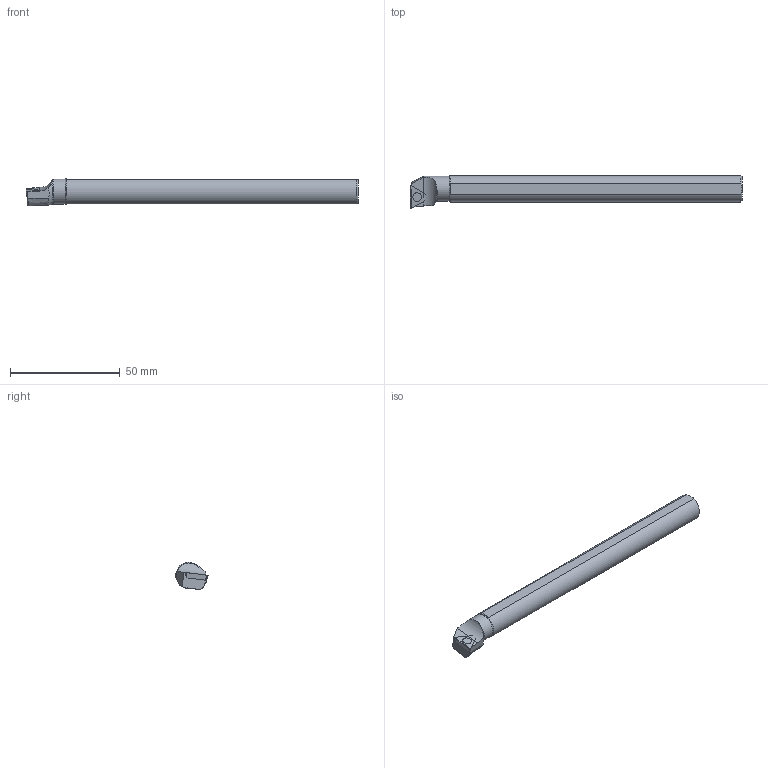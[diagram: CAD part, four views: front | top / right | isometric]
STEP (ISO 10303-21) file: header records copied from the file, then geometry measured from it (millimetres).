
FILE_DESCRIPTION(/* description */ (''),/* implementation_level */ '2;1');
FILE_NAME(/* name */ 'A12MSTFCR11_SIM.stp',/* time_stamp */ '2021-09-23T09:17:05+02:00',/* author */ (''),/* organization */ (''),/* preprocessor_version */ 'ST-DEVELOPER v16.7',/* originating_system */ 'SIEMENS PLM Software NX 12.0',/* authorisation */ '');
FILE_SCHEMA (('AUTOMOTIVE_DESIGN { 1 0 10303 214 3 1 1 1 }'));
Length unit declared in the file: millimetre
Products named in the file (1): model2
Bounding box: 151.23 x 14.89 x 12.42 mm (x, y, z)
Volume: 16300.5 mm3; surface area: 5992.9 mm2
Topology: 2 solids, 2 shells, 36 faces, 87 edges, 55 vertices
Faces by surface type: plane 16, cylinder 11, cone 5, torus 3, bspline 1
Full cylindrical faces by diameter (mm): 2.8 x1, 4 x1, 11.4 x1
Entity records: 1115 total; most frequent: CARTESIAN_POINT 283, DIRECTION 166, ORIENTED_EDGE 160, EDGE_CURVE 80, AXIS2_PLACEMENT_3D 68, VERTEX_POINT 53, EDGE_LOOP 43, ADVANCED_FACE 36
